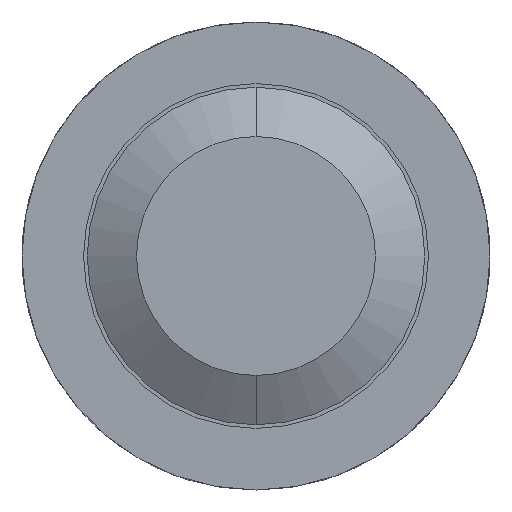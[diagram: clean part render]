
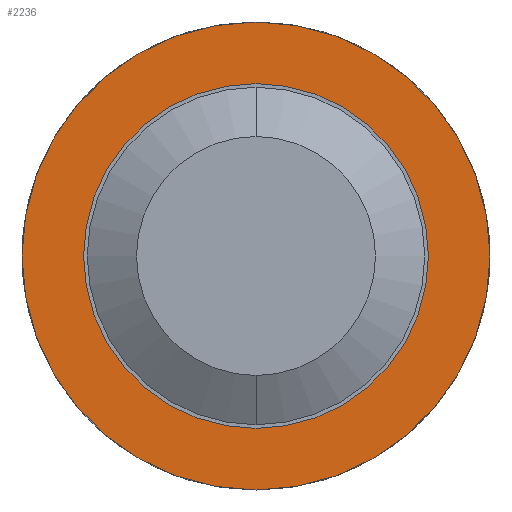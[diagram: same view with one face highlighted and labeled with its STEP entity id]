
A CAD part, front view. The second image highlights one B-rep face of the part: STEP entity #2236.
In plain terms, the highlighted planar face has unit normal (0, -1, 0).
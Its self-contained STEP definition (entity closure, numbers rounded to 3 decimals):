
#204 = DIRECTION ( 'NONE',  ( 0., 0., 1. ) ) ;
#271 = AXIS2_PLACEMENT_3D ( 'NONE', #1638, #1920, #204 ) ;
#356 = CARTESIAN_POINT ( 'NONE',  ( 0., -2.5, -0.685 ) ) ;
#449 = DIRECTION ( 'NONE',  ( 0., 1., 0. ) ) ;
#462 = ORIENTED_EDGE ( 'NONE', *, *, #2142, .T. ) ;
#754 = AXIS2_PLACEMENT_3D ( 'NONE', #3481, #1185, #1480 ) ;
#767 = DIRECTION ( 'NONE',  ( 0., 0., 1. ) ) ;
#839 = FACE_OUTER_BOUND ( 'NONE', #1136, .T. ) ;
#1106 = CIRCLE ( 'NONE', #1582, 0.685 ) ;
#1136 = EDGE_LOOP ( 'NONE', ( #2838, #2662 ) ) ;
#1176 = CIRCLE ( 'NONE', #1233, 0.95 ) ;
#1185 = DIRECTION ( 'NONE',  ( 0., 1., 0. ) ) ;
#1233 = AXIS2_PLACEMENT_3D ( 'NONE', #2012, #3516, #3171 ) ;
#1298 = EDGE_LOOP ( 'NONE', ( #462, #1904 ) ) ;
#1326 = VERTEX_POINT ( 'NONE', #356 ) ;
#1480 = DIRECTION ( 'NONE',  ( 0., 0., 1. ) ) ;
#1530 = CARTESIAN_POINT ( 'NONE',  ( 0., -2.5, 0.685 ) ) ;
#1582 = AXIS2_PLACEMENT_3D ( 'NONE', #2670, #449, #767 ) ;
#1620 = FACE_BOUND ( 'NONE', #1298, .T. ) ;
#1638 = CARTESIAN_POINT ( 'NONE',  ( 0.95, -2.5, 0. ) ) ;
#1761 = CIRCLE ( 'NONE', #1939, 0.95 ) ;
#1904 = ORIENTED_EDGE ( 'NONE', *, *, #3289, .T. ) ;
#1920 = DIRECTION ( 'NONE',  ( 0., 1., 0. ) ) ;
#1939 = AXIS2_PLACEMENT_3D ( 'NONE', #1992, #3170, #2912 ) ;
#1956 = PLANE ( 'NONE',  #271 ) ;
#1992 = CARTESIAN_POINT ( 'NONE',  ( 0., -2.5, 0. ) ) ;
#2012 = CARTESIAN_POINT ( 'NONE',  ( 0., -2.5, 0. ) ) ;
#2142 = EDGE_CURVE ( 'Defeature ausgef�hrt2_16+Defeature ausgef�hrt2_10+Defeature ausgef�hrt2_10+Defeature ausgef�hrt2_10', #2546, #1326, #1106, .T. ) ;
#2236 = ADVANCED_FACE ( 'Defeature ausgef�hrt2_16', ( #839, #1620 ), #1956, .F. ) ;
#2365 = CIRCLE ( 'NONE', #754, 0.685 ) ;
#2383 = EDGE_CURVE ( 'Defeature ausgef�hrt2_15+Defeature ausgef�hrt2_16+Defeature ausgef�hrt2_16+Defeature ausgef�hrt2_16', #3023, #3105, #1761, .T. ) ;
#2546 = VERTEX_POINT ( 'NONE', #1530 ) ;
#2662 = ORIENTED_EDGE ( 'NONE', *, *, #3588, .F. ) ;
#2670 = CARTESIAN_POINT ( 'NONE',  ( 0., -2.5, 0. ) ) ;
#2713 = CARTESIAN_POINT ( 'NONE',  ( 0., -2.5, 0.95 ) ) ;
#2838 = ORIENTED_EDGE ( 'NONE', *, *, #2383, .F. ) ;
#2912 = DIRECTION ( 'NONE',  ( 0., 0., 1. ) ) ;
#3023 = VERTEX_POINT ( 'NONE', #2713 ) ;
#3105 = VERTEX_POINT ( 'NONE', #3369 ) ;
#3170 = DIRECTION ( 'NONE',  ( 0., 1., 0. ) ) ;
#3171 = DIRECTION ( 'NONE',  ( 0., 0., 1. ) ) ;
#3289 = EDGE_CURVE ( 'Defeature ausgef�hrt2_16+Defeature ausgef�hrt2_10+Defeature ausgef�hrt2_10+Defeature ausgef�hrt2_10', #1326, #2546, #2365, .T. ) ;
#3369 = CARTESIAN_POINT ( 'NONE',  ( 0., -2.5, -0.95 ) ) ;
#3481 = CARTESIAN_POINT ( 'NONE',  ( 0., -2.5, 0. ) ) ;
#3516 = DIRECTION ( 'NONE',  ( 0., 1., 0. ) ) ;
#3588 = EDGE_CURVE ( 'Defeature ausgef�hrt2_15+Defeature ausgef�hrt2_16+Defeature ausgef�hrt2_16+Defeature ausgef�hrt2_16', #3105, #3023, #1176, .T. ) ;
